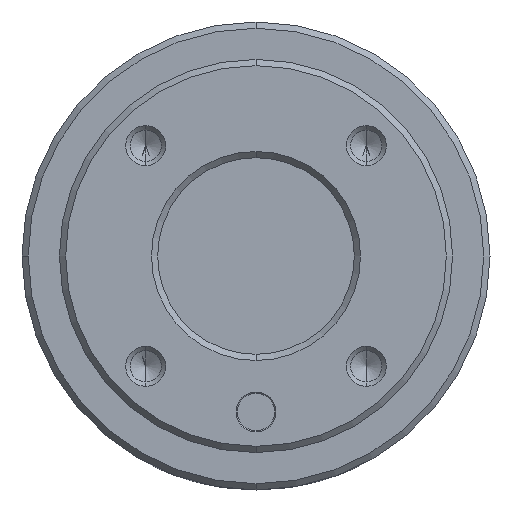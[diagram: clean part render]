
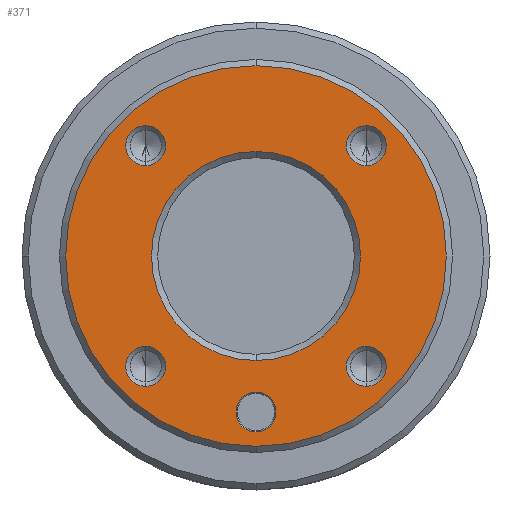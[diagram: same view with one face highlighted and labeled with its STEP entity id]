
A CAD part, front view. The second image highlights one B-rep face of the part: STEP entity #371.
In plain terms, the highlighted planar face has unit normal (0, -1, 0).
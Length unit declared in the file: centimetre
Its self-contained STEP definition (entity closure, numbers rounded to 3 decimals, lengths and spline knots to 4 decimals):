
#37 = EDGE_CURVE ( 'NONE', #823, #1662, #2561, .T. ) ;
#90 = ORIENTED_EDGE ( 'NONE', *, *, #1282, .T. ) ;
#121 = EDGE_CURVE ( 'NONE', #1017, #222, #1058, .T. ) ;
#134 = FACE_BOUND ( 'NONE', #1512, .T. ) ;
#137 = AXIS2_PLACEMENT_3D ( 'NONE', #764, #943, #377 ) ;
#140 = AXIS2_PLACEMENT_3D ( 'NONE', #2450, #1453, #436 ) ;
#150 = ORIENTED_EDGE ( 'NONE', *, *, #729, .T. ) ;
#152 = EDGE_LOOP ( 'NONE', ( #150, #982 ) ) ;
#165 = FACE_BOUND ( 'NONE', #2355, .T. ) ;
#194 = ORIENTED_EDGE ( 'NONE', *, *, #37, .F. ) ;
#198 = FACE_OUTER_BOUND ( 'NONE', #2013, .T. ) ;
#222 = VERTEX_POINT ( 'NONE', #946 ) ;
#230 = AXIS2_PLACEMENT_3D ( 'NONE', #1528, #890, #1500 ) ;
#237 = ORIENTED_EDGE ( 'NONE', *, *, #2591, .T. ) ;
#249 = VERTEX_POINT ( 'NONE', #1937 ) ;
#278 = AXIS2_PLACEMENT_3D ( 'NONE', #994, #2497, #1651 ) ;
#310 = ORIENTED_EDGE ( 'NONE', *, *, #2445, .T. ) ;
#312 = AXIS2_PLACEMENT_3D ( 'NONE', #1167, #1749, #2383 ) ;
#371 = ADVANCED_FACE ( 'NONE', ( #134, #198, #580, #2609, #165, #742, #991 ), #592, .T. ) ;
#377 = DIRECTION ( 'NONE',  ( 0., 0., -1. ) ) ;
#418 = DIRECTION ( 'NONE',  ( 0., 1., 0. ) ) ;
#425 = CARTESIAN_POINT ( 'NONE',  ( -14.4957, 8.6979, 1.74 ) ) ;
#427 = EDGE_LOOP ( 'NONE', ( #2444, #237 ) ) ;
#429 = CARTESIAN_POINT ( 'NONE',  ( -16.2635, 8.6979, -0.0278 ) ) ;
#436 = DIRECTION ( 'NONE',  ( 0., 0., -1. ) ) ;
#453 = DIRECTION ( 'NONE',  ( 0., 0., -1. ) ) ;
#456 = CARTESIAN_POINT ( 'NONE',  ( -14.4957, 8.6979, 1.74 ) ) ;
#469 = DIRECTION ( 'NONE',  ( 0., 1., 0. ) ) ;
#487 = CIRCLE ( 'NONE', #703, 0.32 ) ;
#542 = CARTESIAN_POINT ( 'NONE',  ( -14.4957, 8.6979, 0.065 ) ) ;
#570 = DIRECTION ( 'NONE',  ( 0., 0., -1. ) ) ;
#580 = FACE_BOUND ( 'NONE', #152, .T. ) ;
#592 = PLANE ( 'NONE',  #1372 ) ;
#615 = EDGE_CURVE ( 'NONE', #222, #1017, #1292, .T. ) ;
#633 = CARTESIAN_POINT ( 'NONE',  ( -14.4957, 8.6979, -0.76 ) ) ;
#678 = DIRECTION ( 'NONE',  ( 0., 1., 0. ) ) ;
#703 = AXIS2_PLACEMENT_3D ( 'NONE', #429, #418, #1234 ) ;
#714 = DIRECTION ( 'NONE',  ( 0., 0., -1. ) ) ;
#729 = EDGE_CURVE ( 'NONE', #1539, #887, #2335, .T. ) ;
#740 = CIRCLE ( 'NONE', #312, 0.32 ) ;
#742 = FACE_BOUND ( 'NONE', #1775, .T. ) ;
#761 = CARTESIAN_POINT ( 'NONE',  ( -14.4957, 8.6979, 3.415 ) ) ;
#764 = CARTESIAN_POINT ( 'NONE',  ( -16.2635, 8.6979, -0.0278 ) ) ;
#774 = CARTESIAN_POINT ( 'NONE',  ( -14.4957, 8.6979, 1.74 ) ) ;
#775 = DIRECTION ( 'NONE',  ( 0., 0., -1. ) ) ;
#806 = CARTESIAN_POINT ( 'NONE',  ( -16.2635, 8.6979, 3.1877 ) ) ;
#809 = VERTEX_POINT ( 'NONE', #542 ) ;
#823 = VERTEX_POINT ( 'NONE', #1604 ) ;
#887 = VERTEX_POINT ( 'NONE', #1868 ) ;
#890 = DIRECTION ( 'NONE',  ( 0., 1., 0. ) ) ;
#943 = DIRECTION ( 'NONE',  ( 0., 1., 0. ) ) ;
#946 = CARTESIAN_POINT ( 'NONE',  ( -14.4957, 8.6979, -0.44 ) ) ;
#964 = AXIS2_PLACEMENT_3D ( 'NONE', #1973, #985, #570 ) ;
#982 = ORIENTED_EDGE ( 'NONE', *, *, #2298, .T. ) ;
#985 = DIRECTION ( 'NONE',  ( 0., 1., 0. ) ) ;
#990 = VERTEX_POINT ( 'NONE', #2331 ) ;
#991 = FACE_BOUND ( 'NONE', #1461, .T. ) ;
#994 = CARTESIAN_POINT ( 'NONE',  ( -14.4957, 8.6979, 1.74 ) ) ;
#1011 = AXIS2_PLACEMENT_3D ( 'NONE', #774, #2406, #1802 ) ;
#1013 = CARTESIAN_POINT ( 'NONE',  ( -12.728, 8.6979, -0.0278 ) ) ;
#1017 = VERTEX_POINT ( 'NONE', #1525 ) ;
#1023 = ORIENTED_EDGE ( 'NONE', *, *, #1428, .T. ) ;
#1048 = EDGE_CURVE ( 'NONE', #1662, #823, #2376, .T. ) ;
#1058 = CIRCLE ( 'NONE', #1385, 0.32 ) ;
#1120 = DIRECTION ( 'NONE',  ( 0., 0., 1. ) ) ;
#1133 = DIRECTION ( 'NONE',  ( 0., 1., 0. ) ) ;
#1139 = AXIS2_PLACEMENT_3D ( 'NONE', #425, #1222, #1242 ) ;
#1167 = CARTESIAN_POINT ( 'NONE',  ( -16.2635, 8.6979, 3.5077 ) ) ;
#1176 = DIRECTION ( 'NONE',  ( 0., -1., 0. ) ) ;
#1188 = ORIENTED_EDGE ( 'NONE', *, *, #1208, .T. ) ;
#1204 = EDGE_CURVE ( 'NONE', #1786, #2138, #1636, .T. ) ;
#1208 = EDGE_CURVE ( 'NONE', #809, #2537, #1728, .T. ) ;
#1222 = DIRECTION ( 'NONE',  ( 0., 1., 0. ) ) ;
#1234 = DIRECTION ( 'NONE',  ( 0., 0., -1. ) ) ;
#1242 = DIRECTION ( 'NONE',  ( 0., 0., -1. ) ) ;
#1255 = AXIS2_PLACEMENT_3D ( 'NONE', #2321, #469, #714 ) ;
#1258 = ORIENTED_EDGE ( 'NONE', *, *, #615, .T. ) ;
#1282 = EDGE_CURVE ( 'NONE', #2537, #809, #1907, .T. ) ;
#1292 = CIRCLE ( 'NONE', #230, 0.32 ) ;
#1337 = AXIS2_PLACEMENT_3D ( 'NONE', #1013, #1612, #453 ) ;
#1344 = CARTESIAN_POINT ( 'NONE',  ( -14.4957, 8.6979, -1.31 ) ) ;
#1372 = AXIS2_PLACEMENT_3D ( 'NONE', #2223, #1176, #2401 ) ;
#1385 = AXIS2_PLACEMENT_3D ( 'NONE', #633, #678, #2516 ) ;
#1388 = DIRECTION ( 'NONE',  ( 0., 1., 0. ) ) ;
#1401 = CARTESIAN_POINT ( 'NONE',  ( -16.2635, 8.6979, 3.8277 ) ) ;
#1403 = ORIENTED_EDGE ( 'NONE', *, *, #1441, .T. ) ;
#1404 = VERTEX_POINT ( 'NONE', #1401 ) ;
#1428 = EDGE_CURVE ( 'NONE', #249, #990, #2162, .T. ) ;
#1441 = EDGE_CURVE ( 'NONE', #990, #249, #2515, .T. ) ;
#1453 = DIRECTION ( 'NONE',  ( 0., 1., 0. ) ) ;
#1461 = EDGE_LOOP ( 'NONE', ( #1968, #1258 ) ) ;
#1466 = AXIS2_PLACEMENT_3D ( 'NONE', #2178, #1388, #775 ) ;
#1500 = DIRECTION ( 'NONE',  ( 0., 0., -1. ) ) ;
#1512 = EDGE_LOOP ( 'NONE', ( #1188, #90 ) ) ;
#1525 = CARTESIAN_POINT ( 'NONE',  ( -14.4957, 8.6979, -1.08 ) ) ;
#1528 = CARTESIAN_POINT ( 'NONE',  ( -14.4957, 8.6979, -0.76 ) ) ;
#1539 = VERTEX_POINT ( 'NONE', #2559 ) ;
#1549 = CIRCLE ( 'NONE', #1466, 0.32 ) ;
#1604 = CARTESIAN_POINT ( 'NONE',  ( -14.4957, 8.6979, 4.79 ) ) ;
#1606 = CARTESIAN_POINT ( 'NONE',  ( -12.728, 8.6979, 3.8277 ) ) ;
#1612 = DIRECTION ( 'NONE',  ( 0., 1., 0. ) ) ;
#1636 = CIRCLE ( 'NONE', #964, 0.32 ) ;
#1651 = DIRECTION ( 'NONE',  ( 0., 0., 1. ) ) ;
#1662 = VERTEX_POINT ( 'NONE', #1344 ) ;
#1724 = AXIS2_PLACEMENT_3D ( 'NONE', #456, #1133, #1120 ) ;
#1728 = CIRCLE ( 'NONE', #1011, 1.675 ) ;
#1749 = DIRECTION ( 'NONE',  ( 0., 1., 0. ) ) ;
#1753 = VERTEX_POINT ( 'NONE', #806 ) ;
#1768 = ORIENTED_EDGE ( 'NONE', *, *, #1204, .T. ) ;
#1775 = EDGE_LOOP ( 'NONE', ( #1403, #1023 ) ) ;
#1786 = VERTEX_POINT ( 'NONE', #1859 ) ;
#1802 = DIRECTION ( 'NONE',  ( 0., 0., -1. ) ) ;
#1859 = CARTESIAN_POINT ( 'NONE',  ( -12.728, 8.6979, 3.1877 ) ) ;
#1868 = CARTESIAN_POINT ( 'NONE',  ( -16.2635, 8.6979, -0.3478 ) ) ;
#1907 = CIRCLE ( 'NONE', #1139, 1.675 ) ;
#1937 = CARTESIAN_POINT ( 'NONE',  ( -12.728, 8.6979, -0.3478 ) ) ;
#1968 = ORIENTED_EDGE ( 'NONE', *, *, #121, .T. ) ;
#1973 = CARTESIAN_POINT ( 'NONE',  ( -12.728, 8.6979, 3.5077 ) ) ;
#2013 = EDGE_LOOP ( 'NONE', ( #2350, #194 ) ) ;
#2138 = VERTEX_POINT ( 'NONE', #1606 ) ;
#2162 = CIRCLE ( 'NONE', #140, 0.32 ) ;
#2178 = CARTESIAN_POINT ( 'NONE',  ( -16.2635, 8.6979, 3.5077 ) ) ;
#2223 = CARTESIAN_POINT ( 'NONE',  ( -14.4957, 8.6979, 1.74 ) ) ;
#2298 = EDGE_CURVE ( 'NONE', #887, #1539, #487, .T. ) ;
#2321 = CARTESIAN_POINT ( 'NONE',  ( -12.728, 8.6979, 3.5077 ) ) ;
#2331 = CARTESIAN_POINT ( 'NONE',  ( -12.728, 8.6979, 0.2922 ) ) ;
#2335 = CIRCLE ( 'NONE', #137, 0.32 ) ;
#2350 = ORIENTED_EDGE ( 'NONE', *, *, #1048, .F. ) ;
#2355 = EDGE_LOOP ( 'NONE', ( #310, #1768 ) ) ;
#2376 = CIRCLE ( 'NONE', #1724, 3.05 ) ;
#2383 = DIRECTION ( 'NONE',  ( 0., 0., -1. ) ) ;
#2401 = DIRECTION ( 'NONE',  ( 0., 0., -1. ) ) ;
#2406 = DIRECTION ( 'NONE',  ( 0., 1., 0. ) ) ;
#2444 = ORIENTED_EDGE ( 'NONE', *, *, #2480, .T. ) ;
#2445 = EDGE_CURVE ( 'NONE', #2138, #1786, #2646, .T. ) ;
#2450 = CARTESIAN_POINT ( 'NONE',  ( -12.728, 8.6979, -0.0278 ) ) ;
#2480 = EDGE_CURVE ( 'NONE', #1404, #1753, #1549, .T. ) ;
#2497 = DIRECTION ( 'NONE',  ( 0., 1., 0. ) ) ;
#2515 = CIRCLE ( 'NONE', #1337, 0.32 ) ;
#2516 = DIRECTION ( 'NONE',  ( 0., 0., -1. ) ) ;
#2537 = VERTEX_POINT ( 'NONE', #761 ) ;
#2559 = CARTESIAN_POINT ( 'NONE',  ( -16.2635, 8.6979, 0.2922 ) ) ;
#2561 = CIRCLE ( 'NONE', #278, 3.05 ) ;
#2591 = EDGE_CURVE ( 'NONE', #1753, #1404, #740, .T. ) ;
#2609 = FACE_BOUND ( 'NONE', #427, .T. ) ;
#2646 = CIRCLE ( 'NONE', #1255, 0.32 ) ;
